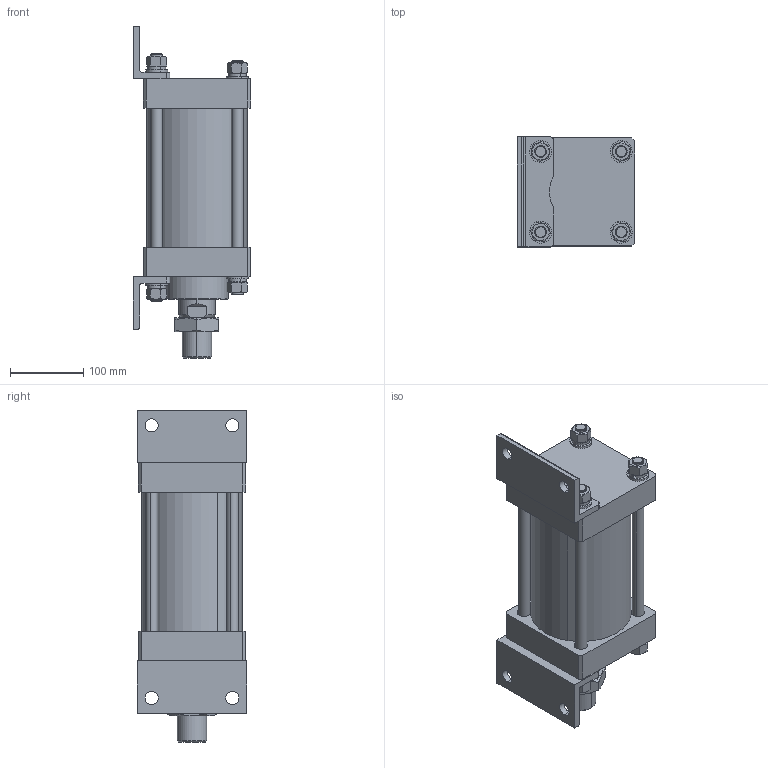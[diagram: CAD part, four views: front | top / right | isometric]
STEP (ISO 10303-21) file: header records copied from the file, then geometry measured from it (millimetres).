
FILE_DESCRIPTION (( 'STEP AP203' ), '1' );
FILE_NAME ('MOB-125-50-100-LB.STEP', '2021-04-28T06:56:51', ( '微软用户' ), ( '微软中国' ), 'SwSTEP 2.0', 'SolidWorks 2012', '' );
FILE_SCHEMA (( 'CONFIG_CONTROL_DESIGN' ));
Length unit declared in the file: millimetre
Products named in the file (12): hex thin nuts grades ab gb_GB_FASTENER_NUT_STNABTT  B M39X3.0-N; MOB-125-50-100-LB嶺裝; hex nuts 1-fine pitch-grades ab gb_GB_FASTENER_NUT_SNAB1XY M16X1.5-N; MOB-125-50-100嶺裝; MOB-125-50-100-LB; MOB-125-50-100掛极; spring lock washers--normal type gb_GB_FASTENER_WASHER_SW 16; MOB-125-50-100-LB褐釱; MOB-125-50-100活塞杆; MOB-125-50-100前盖; plain washers--product grade c gb_GB_FASTENER_WASHER_SMWC 16; MOB-125-50-100綴裔
Assembly tree (35 placements, depth 2):
  MOB-125-50-100-LB
    MOB-125-50-100掛极
    MOB-125-50-100綴裔
    MOB-125-50-100前盖
    MOB-125-50-100活塞杆
    MOB-125-50-100嶺裝  x2
    hex thin nuts grades ab gb_GB_FASTENER_NUT_STNABTT  B M39X3.0-N
    plain washers--product grade c gb_GB_FASTENER_WASHER_SMWC 16  x8
    spring lock washers--normal type gb_GB_FASTENER_WASHER_SW 16  x8
    hex nuts 1-fine pitch-grades ab gb_GB_FASTENER_NUT_SNAB1XY M16X1.5-N  x8
    MOB-125-50-100-LB嶺裝  x2
    MOB-125-50-100-LB褐釱  x2
Bounding box: 160.5 x 150 x 453 mm (x, y, z)
Volume: 4103141 mm3; surface area: 628704 mm2
Topology: 35 solids, 35 shells, 491 faces, 1113 edges, 700 vertices
Faces by surface type: plane 184, cylinder 180, cone 113, torus 14
Entity records: 8617 total; most frequent: CARTESIAN_POINT 1547, DIRECTION 1191, ORIENTED_EDGE 986, EDGE_CURVE 493, AXIS2_PLACEMENT_3D 486, VERTEX_POINT 308, EDGE_LOOP 261, CIRCLE 233
